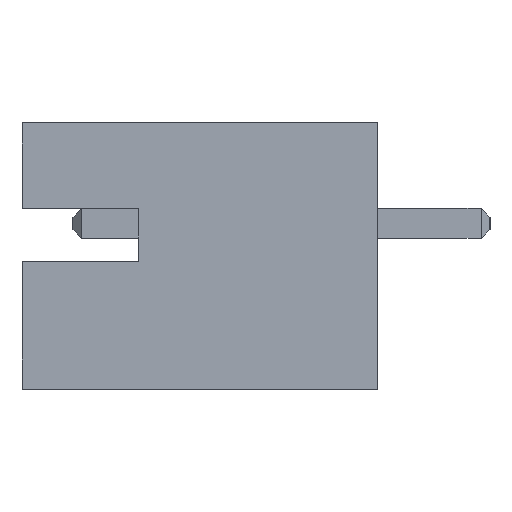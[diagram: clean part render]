
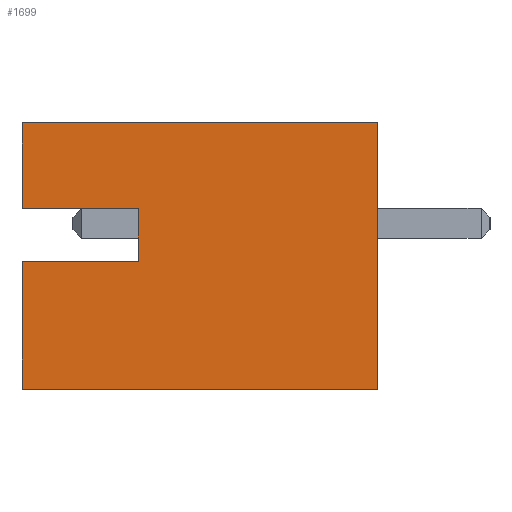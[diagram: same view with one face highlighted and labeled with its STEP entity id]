
A CAD part, left-side view. The second image highlights one B-rep face of the part: STEP entity #1699.
In plain terms, the highlighted planar face has unit normal (-1, 0, 0).
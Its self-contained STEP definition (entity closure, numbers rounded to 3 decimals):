
#20 = EDGE_CURVE ( 'NONE', #4510, #4851, #5813, .T. ) ;
#21 = CARTESIAN_POINT ( 'NONE',  ( -9., 6., -2.25 ) ) ;
#152 = PLANE ( 'NONE',  #780 ) ;
#175 = VECTOR ( 'NONE', #698, 1000. ) ;
#183 = CARTESIAN_POINT ( 'NONE',  ( -9., 4.04, 0.8 ) ) ;
#200 = LINE ( 'NONE', #2151, #4265 ) ;
#232 = VERTEX_POINT ( 'NONE', #183 ) ;
#375 = ORIENTED_EDGE ( 'NONE', *, *, #4956, .F. ) ;
#413 = LINE ( 'NONE', #5320, #3813 ) ;
#513 = EDGE_CURVE ( 'NONE', #4669, #5692, #1465, .T. ) ;
#514 = DIRECTION ( 'NONE',  ( 0., 0., 1. ) ) ;
#524 = CARTESIAN_POINT ( 'NONE',  ( -9., 4.04, -0.09 ) ) ;
#571 = ORIENTED_EDGE ( 'NONE', *, *, #6821, .T. ) ;
#585 = DIRECTION ( 'NONE',  ( 0., -1., 0. ) ) ;
#698 = DIRECTION ( 'NONE',  ( 0., 0., 1. ) ) ;
#701 = DIRECTION ( 'NONE',  ( 0., 0., -1. ) ) ;
#780 = AXIS2_PLACEMENT_3D ( 'NONE', #4437, #4953, #701 ) ;
#955 = EDGE_LOOP ( 'NONE', ( #6273, #4278, #375, #6228, #571, #1776, #3613, #2524 ) ) ;
#1193 = CARTESIAN_POINT ( 'NONE',  ( -9., 6., -2.25 ) ) ;
#1465 = LINE ( 'NONE', #4098, #4139 ) ;
#1673 = VERTEX_POINT ( 'NONE', #524 ) ;
#1699 = ADVANCED_FACE ( 'NONE', ( #3607 ), #152, .F. ) ;
#1776 = ORIENTED_EDGE ( 'NONE', *, *, #2499, .F. ) ;
#1804 = CARTESIAN_POINT ( 'NONE',  ( -9., 0., -2.25 ) ) ;
#1826 = VECTOR ( 'NONE', #2810, 1000. ) ;
#1967 = DIRECTION ( 'NONE',  ( 0., 0., 1. ) ) ;
#2151 = CARTESIAN_POINT ( 'NONE',  ( -9., 6., 2.25 ) ) ;
#2216 = CARTESIAN_POINT ( 'NONE',  ( -9., 6., -2.25 ) ) ;
#2255 = CARTESIAN_POINT ( 'NONE',  ( -9., 6., -0.09 ) ) ;
#2443 = DIRECTION ( 'NONE',  ( 0., 1., 0. ) ) ;
#2499 = EDGE_CURVE ( 'NONE', #5692, #4724, #200, .T. ) ;
#2524 = ORIENTED_EDGE ( 'NONE', *, *, #3668, .F. ) ;
#2589 = VERTEX_POINT ( 'NONE', #3271 ) ;
#2718 = CARTESIAN_POINT ( 'NONE',  ( -9., 6., 0.8 ) ) ;
#2736 = CARTESIAN_POINT ( 'NONE',  ( -9., 0., 2.25 ) ) ;
#2810 = DIRECTION ( 'NONE',  ( 0., -1., 0. ) ) ;
#3203 = VECTOR ( 'NONE', #6541, 1000. ) ;
#3271 = CARTESIAN_POINT ( 'NONE',  ( -9., 6., -0.09 ) ) ;
#3407 = EDGE_CURVE ( 'NONE', #1673, #232, #4481, .T. ) ;
#3484 = CARTESIAN_POINT ( 'NONE',  ( -9., 6., 2.25 ) ) ;
#3607 = FACE_OUTER_BOUND ( 'NONE', #955, .T. ) ;
#3613 = ORIENTED_EDGE ( 'NONE', *, *, #513, .F. ) ;
#3668 = EDGE_CURVE ( 'NONE', #232, #4669, #5626, .T. ) ;
#3813 = VECTOR ( 'NONE', #514, 1000. ) ;
#4098 = CARTESIAN_POINT ( 'NONE',  ( -9., 6., -2.25 ) ) ;
#4139 = VECTOR ( 'NONE', #1967, 1000. ) ;
#4265 = VECTOR ( 'NONE', #585, 1000. ) ;
#4278 = ORIENTED_EDGE ( 'NONE', *, *, #4676, .F. ) ;
#4437 = CARTESIAN_POINT ( 'NONE',  ( -9., 6., -2.25 ) ) ;
#4455 = LINE ( 'NONE', #2255, #5865 ) ;
#4481 = LINE ( 'NONE', #6536, #175 ) ;
#4510 = VERTEX_POINT ( 'NONE', #21 ) ;
#4569 = CARTESIAN_POINT ( 'NONE',  ( -9., 6., 0.8 ) ) ;
#4669 = VERTEX_POINT ( 'NONE', #2718 ) ;
#4676 = EDGE_CURVE ( 'NONE', #2589, #1673, #4455, .T. ) ;
#4724 = VERTEX_POINT ( 'NONE', #2736 ) ;
#4847 = DIRECTION ( 'NONE',  ( 0., -1., 0. ) ) ;
#4851 = VERTEX_POINT ( 'NONE', #1804 ) ;
#4953 = DIRECTION ( 'NONE',  ( 1., 0., 0. ) ) ;
#4956 = EDGE_CURVE ( 'NONE', #4510, #2589, #5540, .T. ) ;
#5035 = VECTOR ( 'NONE', #2443, 1000. ) ;
#5320 = CARTESIAN_POINT ( 'NONE',  ( -9., 0., -2.25 ) ) ;
#5540 = LINE ( 'NONE', #1193, #3203 ) ;
#5626 = LINE ( 'NONE', #4569, #5035 ) ;
#5692 = VERTEX_POINT ( 'NONE', #3484 ) ;
#5813 = LINE ( 'NONE', #2216, #1826 ) ;
#5865 = VECTOR ( 'NONE', #4847, 1000. ) ;
#6228 = ORIENTED_EDGE ( 'NONE', *, *, #20, .T. ) ;
#6273 = ORIENTED_EDGE ( 'NONE', *, *, #3407, .F. ) ;
#6536 = CARTESIAN_POINT ( 'NONE',  ( -9., 4.04, 0.8 ) ) ;
#6541 = DIRECTION ( 'NONE',  ( 0., 0., 1. ) ) ;
#6821 = EDGE_CURVE ( 'NONE', #4851, #4724, #413, .T. ) ;
